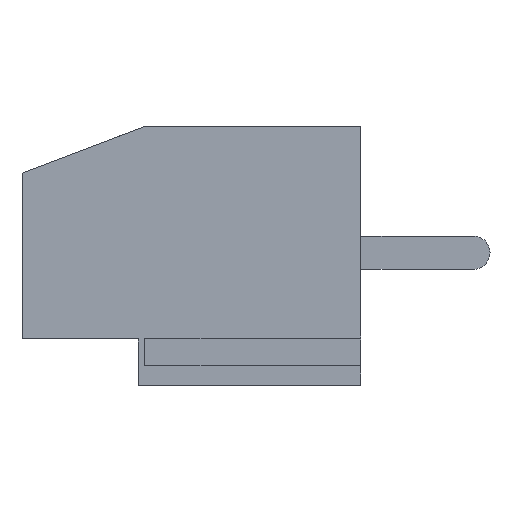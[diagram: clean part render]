
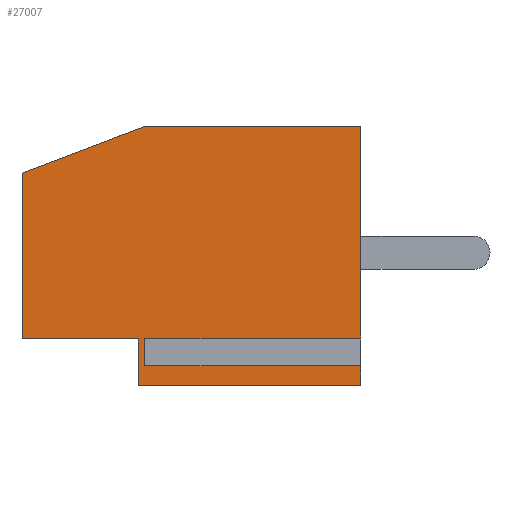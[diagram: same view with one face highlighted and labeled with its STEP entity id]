
A CAD part, left-side view. The second image highlights one B-rep face of the part: STEP entity #27007.
In plain terms, the highlighted planar face has unit normal (-1, 0, 0).
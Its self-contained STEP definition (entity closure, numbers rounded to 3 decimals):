
#244 = VECTOR ( 'NONE', #24173, 1000. ) ;
#274 = VERTEX_POINT ( 'NONE', #25599 ) ;
#276 = CARTESIAN_POINT ( 'NONE',  ( 0., 10.2, 1.4 ) ) ;
#463 = FACE_OUTER_BOUND ( 'NONE', #23433, .T. ) ;
#581 = CARTESIAN_POINT ( 'NONE',  ( 0., 6.5, 7.8 ) ) ;
#1345 = VECTOR ( 'NONE', #6222, 1000. ) ;
#1837 = DIRECTION ( 'NONE',  ( 0., 0., 1. ) ) ;
#2564 = CARTESIAN_POINT ( 'NONE',  ( 0., 6.7, 1.4 ) ) ;
#2718 = DIRECTION ( 'NONE',  ( 0., 0., -1. ) ) ;
#2795 = CARTESIAN_POINT ( 'NONE',  ( 0., 10.2, 0. ) ) ;
#2877 = VERTEX_POINT ( 'NONE', #31758 ) ;
#3067 = VERTEX_POINT ( 'NONE', #10816 ) ;
#4097 = DIRECTION ( 'NONE',  ( 0., -0.935, 0.354 ) ) ;
#4385 = VERTEX_POINT ( 'NONE', #276 ) ;
#4660 = ORIENTED_EDGE ( 'NONE', *, *, #18762, .T. ) ;
#4715 = ORIENTED_EDGE ( 'NONE', *, *, #6768, .F. ) ;
#4837 = VERTEX_POINT ( 'NONE', #581 ) ;
#5726 = VECTOR ( 'NONE', #12747, 1000. ) ;
#6222 = DIRECTION ( 'NONE',  ( 0., 0., 1. ) ) ;
#6610 = LINE ( 'NONE', #22713, #1345 ) ;
#6768 = EDGE_CURVE ( 'NONE', #4837, #3067, #17742, .T. ) ;
#6787 = VECTOR ( 'NONE', #1837, 1000. ) ;
#6855 = CARTESIAN_POINT ( 'NONE',  ( 0., 0., 1.218 ) ) ;
#6927 = EDGE_CURVE ( 'NONE', #34750, #17335, #34079, .T. ) ;
#7134 = VERTEX_POINT ( 'NONE', #6855 ) ;
#7141 = CARTESIAN_POINT ( 'NONE',  ( 0., 6.5, 0.782 ) ) ;
#7459 = DIRECTION ( 'NONE',  ( 0., -1., 0. ) ) ;
#7807 = DIRECTION ( 'NONE',  ( 0., 0., 1. ) ) ;
#7871 = VECTOR ( 'NONE', #7459, 1000. ) ;
#8178 = CARTESIAN_POINT ( 'NONE',  ( 0., 6.5, 0.782 ) ) ;
#8743 = CARTESIAN_POINT ( 'NONE',  ( 0., 6.5, 0.782 ) ) ;
#9301 = ORIENTED_EDGE ( 'NONE', *, *, #34917, .T. ) ;
#9393 = EDGE_CURVE ( 'NONE', #4385, #274, #16710, .T. ) ;
#9477 = LINE ( 'NONE', #20776, #19921 ) ;
#10475 = VECTOR ( 'NONE', #15058, 1000. ) ;
#10816 = CARTESIAN_POINT ( 'NONE',  ( 0., 0., 7.8 ) ) ;
#11265 = CARTESIAN_POINT ( 'NONE',  ( 0., 10.2, 7.8 ) ) ;
#12747 = DIRECTION ( 'NONE',  ( 0., -1., 0. ) ) ;
#13347 = DIRECTION ( 'NONE',  ( 0., 0., -1. ) ) ;
#13732 = ORIENTED_EDGE ( 'NONE', *, *, #27497, .T. ) ;
#13985 = ORIENTED_EDGE ( 'NONE', *, *, #21902, .T. ) ;
#14525 = DIRECTION ( 'NONE',  ( 0., -1., 0. ) ) ;
#14935 = ORIENTED_EDGE ( 'NONE', *, *, #20253, .F. ) ;
#15058 = DIRECTION ( 'NONE',  ( 0., -1., 0. ) ) ;
#16392 = ORIENTED_EDGE ( 'NONE', *, *, #29435, .F. ) ;
#16710 = LINE ( 'NONE', #19565, #33452 ) ;
#16995 = LINE ( 'NONE', #19847, #5726 ) ;
#17335 = VERTEX_POINT ( 'NONE', #20899 ) ;
#17742 = LINE ( 'NONE', #28581, #7871 ) ;
#18583 = LINE ( 'NONE', #2795, #32535 ) ;
#18705 = LINE ( 'NONE', #29542, #244 ) ;
#18762 = EDGE_CURVE ( 'NONE', #2877, #7134, #16995, .T. ) ;
#19484 = ORIENTED_EDGE ( 'NONE', *, *, #6927, .F. ) ;
#19565 = CARTESIAN_POINT ( 'NONE',  ( 0., 10.2, 1.4 ) ) ;
#19847 = CARTESIAN_POINT ( 'NONE',  ( 0., 6.5, 1.218 ) ) ;
#19921 = VECTOR ( 'NONE', #4097, 1000. ) ;
#20253 = EDGE_CURVE ( 'NONE', #4385, #29071, #18705, .T. ) ;
#20776 = CARTESIAN_POINT ( 'NONE',  ( 0., 10.2, 6.4 ) ) ;
#20899 = CARTESIAN_POINT ( 'NONE',  ( 0., 0., 0.782 ) ) ;
#21200 = LINE ( 'NONE', #2564, #27580 ) ;
#21902 = EDGE_CURVE ( 'NONE', #23512, #26981, #18583, .T. ) ;
#22713 = CARTESIAN_POINT ( 'NONE',  ( 0., 0., 7.8 ) ) ;
#23082 = AXIS2_PLACEMENT_3D ( 'NONE', #11265, #30395, #2718 ) ;
#23433 = EDGE_LOOP ( 'NONE', ( #19484, #9301, #4660, #13732, #4715, #16392, #14935, #30372, #27591, #13985, #24483 ) ) ;
#23510 = EDGE_CURVE ( 'NONE', #274, #23512, #21200, .T. ) ;
#23512 = VERTEX_POINT ( 'NONE', #24157 ) ;
#24157 = CARTESIAN_POINT ( 'NONE',  ( 0., 6.7, 0. ) ) ;
#24173 = DIRECTION ( 'NONE',  ( 0., 0., 1. ) ) ;
#24483 = ORIENTED_EDGE ( 'NONE', *, *, #30362, .T. ) ;
#24893 = CARTESIAN_POINT ( 'NONE',  ( 0., 0., 0. ) ) ;
#25409 = CARTESIAN_POINT ( 'NONE',  ( 0., 0., 7.8 ) ) ;
#25599 = CARTESIAN_POINT ( 'NONE',  ( 0., 6.7, 1.4 ) ) ;
#26081 = CARTESIAN_POINT ( 'NONE',  ( 0., 10.2, 6.4 ) ) ;
#26981 = VERTEX_POINT ( 'NONE', #24893 ) ;
#27007 = ADVANCED_FACE ( 'NONE', ( #463 ), #30061, .F. ) ;
#27497 = EDGE_CURVE ( 'NONE', #7134, #3067, #33906, .T. ) ;
#27580 = VECTOR ( 'NONE', #13347, 1000. ) ;
#27591 = ORIENTED_EDGE ( 'NONE', *, *, #23510, .T. ) ;
#28581 = CARTESIAN_POINT ( 'NONE',  ( 0., 10.2, 7.8 ) ) ;
#29071 = VERTEX_POINT ( 'NONE', #26081 ) ;
#29247 = DIRECTION ( 'NONE',  ( 0., -1., 0. ) ) ;
#29435 = EDGE_CURVE ( 'NONE', #29071, #4837, #9477, .T. ) ;
#29542 = CARTESIAN_POINT ( 'NONE',  ( 0., 10.2, 7.8 ) ) ;
#30061 = PLANE ( 'NONE',  #23082 ) ;
#30151 = VECTOR ( 'NONE', #7807, 1000. ) ;
#30362 = EDGE_CURVE ( 'NONE', #26981, #17335, #6610, .T. ) ;
#30372 = ORIENTED_EDGE ( 'NONE', *, *, #9393, .T. ) ;
#30395 = DIRECTION ( 'NONE',  ( 1., 0., 0. ) ) ;
#31758 = CARTESIAN_POINT ( 'NONE',  ( 0., 6.5, 1.218 ) ) ;
#32094 = LINE ( 'NONE', #8178, #30151 ) ;
#32535 = VECTOR ( 'NONE', #29247, 1000. ) ;
#33452 = VECTOR ( 'NONE', #14525, 1000. ) ;
#33906 = LINE ( 'NONE', #25409, #6787 ) ;
#34079 = LINE ( 'NONE', #7141, #10475 ) ;
#34750 = VERTEX_POINT ( 'NONE', #8743 ) ;
#34917 = EDGE_CURVE ( 'NONE', #34750, #2877, #32094, .T. ) ;
